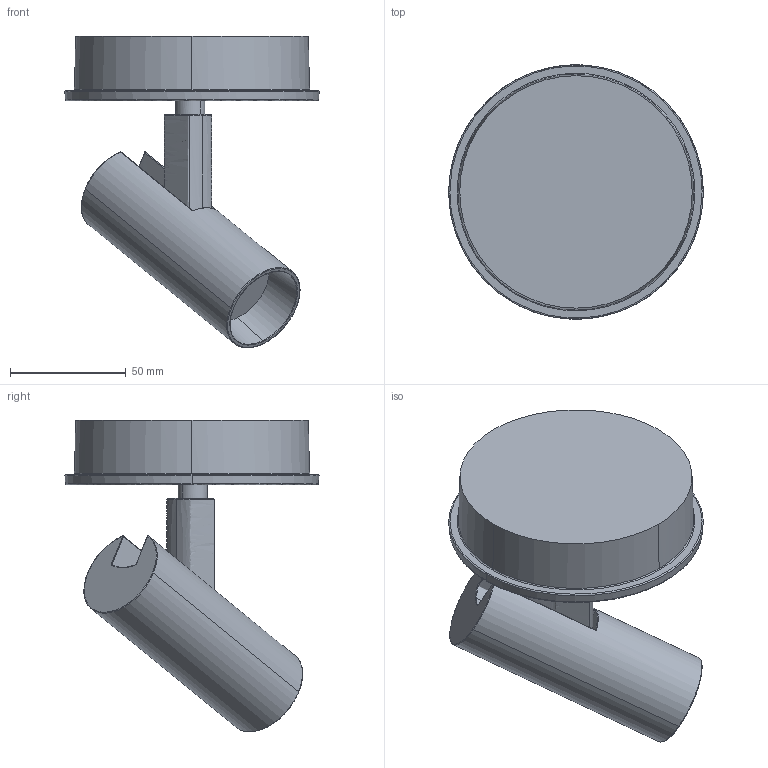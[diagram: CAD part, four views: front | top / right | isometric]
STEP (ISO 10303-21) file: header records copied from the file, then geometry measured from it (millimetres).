
FILE_DESCRIPTION(/* description */ (''),/* implementation_level */ '2;1');
FILE_NAME(/* name */ 'Vector wall 40',/* time_stamp */ '2025-05-15T17:04:05+02:00',/* author */ (''),/* organization */ (''),/* preprocessor_version */ 'ST-DEVELOPER v16.5',/* originating_system */ 'Rhino 7.37',/* authorisation */ '');
FILE_SCHEMA (('AUTOMOTIVE_DESIGN'));
Length unit declared in the file: millimetre
Products named in the file (1): Document
Bounding box: 109.87 x 109.77 x 134.6 mm (x, y, z)
Volume: 343437.1 mm3; surface area: 48978.5 mm2
Topology: 2 solids, 2 shells, 68 faces, 169 edges, 98 vertices
Faces by surface type: bspline 49, plane 13, cylinder 6
Entity records: 3888 total; most frequent: CARTESIAN_POINT 2505, ORIENTED_EDGE 326, EDGE_CURVE 163, VERTEX_POINT 98, EDGE_LOOP 71, B_SPLINE_CURVE_WITH_KNOTS 71, ADVANCED_FACE 68, FACE_OUTER_BOUND 68
